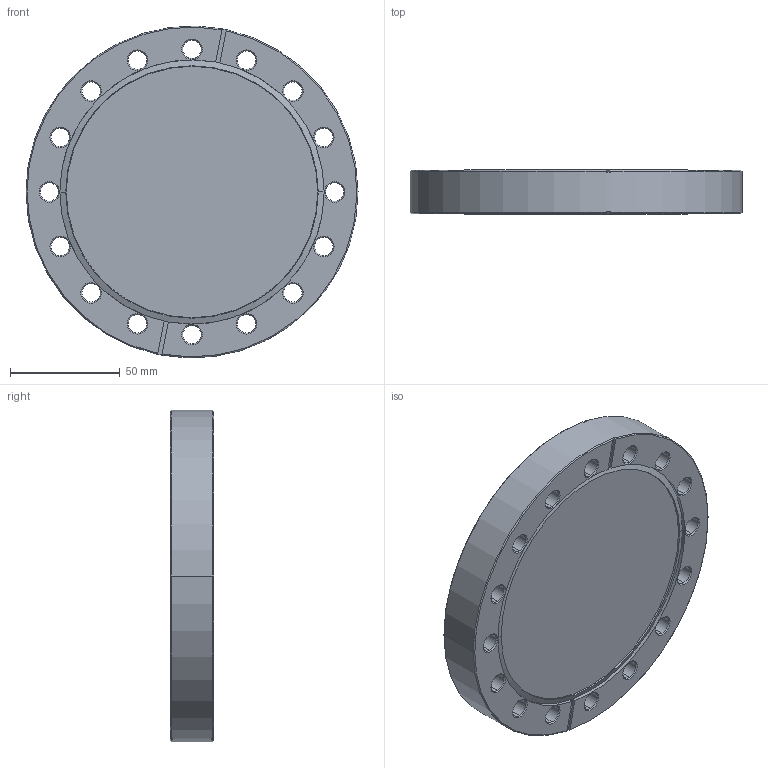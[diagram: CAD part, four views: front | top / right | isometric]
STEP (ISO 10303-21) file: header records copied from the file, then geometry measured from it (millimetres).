
FILE_DESCRIPTION (( 'STEP AP214' ), '1' );
FILE_NAME ('Hositrad_CF100-BD.STEP', '2017-05-05T13:31:22', ( 'Gebruiker' ), ( '' ), 'SwSTEP 2.0', 'SolidWorks 2017', '' );
FILE_SCHEMA (( 'AUTOMOTIVE_DESIGN' ));
Length unit declared in the file: millimetre
Products named in the file (1): Hositrad_CF100-BD
Bounding box: 151.6 x 19.9 x 151.56 mm (x, y, z)
Volume: 314011.5 mm3; surface area: 53361.5 mm2
Topology: 1 solids, 1 shells, 136 faces, 326 edges, 192 vertices
Faces by surface type: cone 78, cylinder 38, plane 18, torus 2
Entity records: 4372 total; most frequent: DIRECTION 766, CARTESIAN_POINT 679, ORIENTED_EDGE 652, EDGE_CURVE 326, AXIS2_PLACEMENT_3D 311, VERTEX_POINT 192, CIRCLE 174, EDGE_LOOP 168
